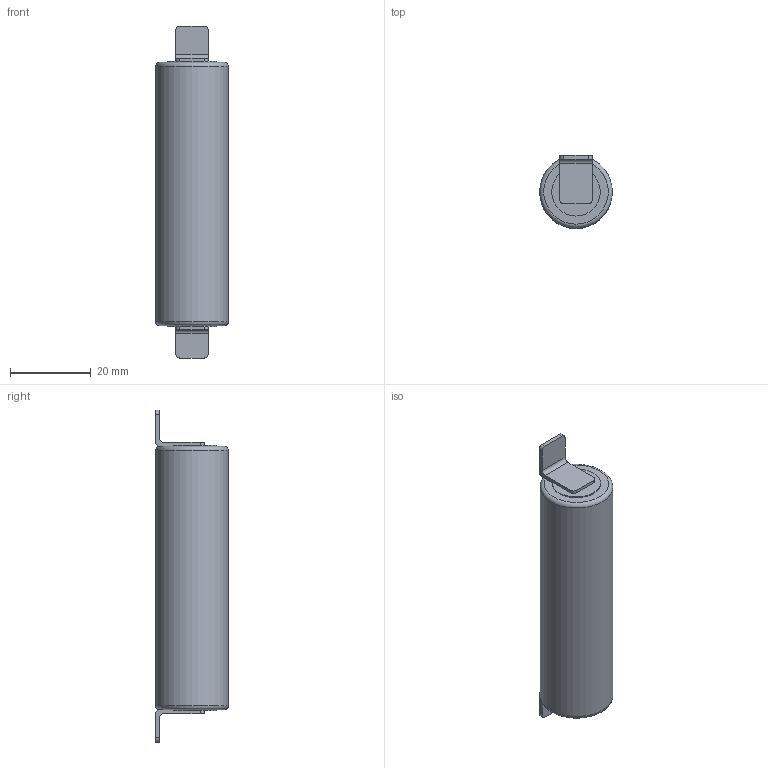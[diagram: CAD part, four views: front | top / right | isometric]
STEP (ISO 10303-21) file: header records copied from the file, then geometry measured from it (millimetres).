
FILE_DESCRIPTION(('FreeCAD Model'),'2;1');
FILE_NAME('18650.step','2019-01-29T14:59:37',('Author'),(''), 'Open CASCADE STEP processor 7.3','FreeCAD','Unknown');
FILE_SCHEMA(('AUTOMOTIVE_DESIGN_CC2 { 1 2 10303 214 -1 1 5 4 }'));
Length unit declared in the file: millimetre
Products named in the file (3): Body; Body001; Body002
Bounding box: 18 x 18 x 82.2 mm (x, y, z)
Volume: 16900.7 mm3; surface area: 5044.8 mm2
Topology: 3 solids, 3 shells, 42 faces, 107 edges, 71 vertices
Faces by surface type: plane 24, cylinder 16, torus 2
Full cylindrical faces by diameter (mm): 18 x1
Entity records: 2801 total; most frequent: CARTESIAN_POINT 567, DIRECTION 428, LINE 232, VECTOR 232, ORIENTED_EDGE 214, PCURVE 214, DEFINITIONAL_REPRESENTATION 214, EDGE_CURVE 107
